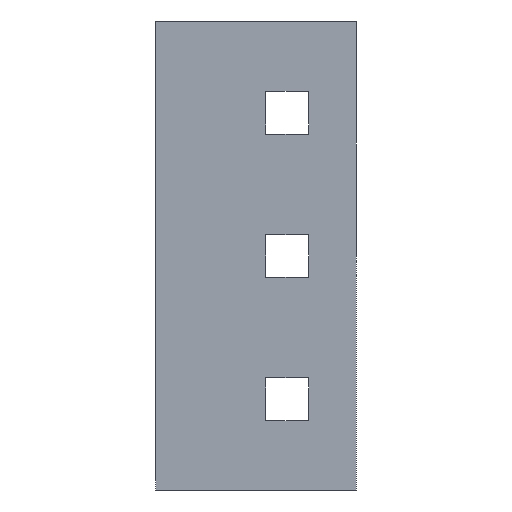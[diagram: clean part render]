
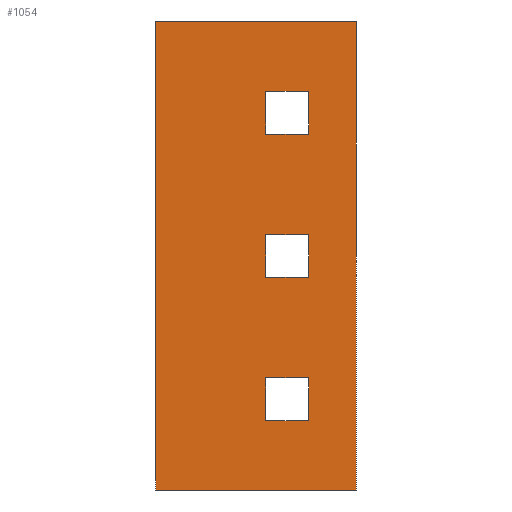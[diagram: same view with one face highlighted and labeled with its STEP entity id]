
A CAD part, left-side view. The second image highlights one B-rep face of the part: STEP entity #1054.
In plain terms, the highlighted planar face has unit normal (-1, 0, 0).
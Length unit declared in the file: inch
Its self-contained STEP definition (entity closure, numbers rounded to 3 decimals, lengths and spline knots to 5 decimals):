
#4 = EDGE_CURVE ( 'NONE', #303, #344, #1006, .T. ) ;
#11 = ORIENTED_EDGE ( 'NONE', *, *, #494, .T. ) ;
#15 = EDGE_CURVE ( 'NONE', #725, #298, #84, .T. ) ;
#23 = DIRECTION ( 'NONE',  ( 0., 0., -1. ) ) ;
#26 = LINE ( 'NONE', #773, #522 ) ;
#27 = CARTESIAN_POINT ( 'NONE',  ( -5.49213, 0., -1.92913 ) ) ;
#28 = EDGE_LOOP ( 'NONE', ( #120, #488, #492, #138 ) ) ;
#30 = VECTOR ( 'NONE', #197, 39.37008 ) ;
#31 = VERTEX_POINT ( 'NONE', #657 ) ;
#35 = EDGE_CURVE ( 'NONE', #298, #890, #195, .T. ) ;
#51 = VECTOR ( 'NONE', #992, 39.37008 ) ;
#52 = CARTESIAN_POINT ( 'NONE',  ( -5.49213, 0.74803, 1.35827 ) ) ;
#61 = CARTESIAN_POINT ( 'NONE',  ( -5.49213, 0., 13.07043 ) ) ;
#73 = EDGE_CURVE ( 'NONE', #890, #783, #1152, .T. ) ;
#74 = CARTESIAN_POINT ( 'NONE',  ( -5.49213, 1.65354, -1.92913 ) ) ;
#80 = FACE_BOUND ( 'NONE', #1043, .T. ) ;
#82 = CARTESIAN_POINT ( 'NONE',  ( -5.49213, 0.74803, -0.17717 ) ) ;
#84 = LINE ( 'NONE', #279, #461 ) ;
#91 = CARTESIAN_POINT ( 'NONE',  ( -5.49213, 0.3937, -1.00394 ) ) ;
#95 = ORIENTED_EDGE ( 'NONE', *, *, #15, .T. ) ;
#120 = ORIENTED_EDGE ( 'NONE', *, *, #207, .T. ) ;
#121 = DIRECTION ( 'NONE',  ( 0., 0., 1. ) ) ;
#124 = LINE ( 'NONE', #215, #1093 ) ;
#132 = CARTESIAN_POINT ( 'NONE',  ( -5.49213, 0.3937, -1.35827 ) ) ;
#138 = ORIENTED_EDGE ( 'NONE', *, *, #727, .T. ) ;
#144 = VECTOR ( 'NONE', #501, 39.37008 ) ;
#167 = CARTESIAN_POINT ( 'NONE',  ( -5.49213, 0.3937, 13.07043 ) ) ;
#176 = CARTESIAN_POINT ( 'NONE',  ( -5.49213, 0.3937, 13.07043 ) ) ;
#179 = DIRECTION ( 'NONE',  ( 0., 0., 1. ) ) ;
#184 = VECTOR ( 'NONE', #1053, 39.37008 ) ;
#195 = LINE ( 'NONE', #1018, #541 ) ;
#197 = DIRECTION ( 'NONE',  ( 0., 1., 0. ) ) ;
#204 = VECTOR ( 'NONE', #380, 39.37008 ) ;
#207 = EDGE_CURVE ( 'NONE', #478, #718, #26, .T. ) ;
#211 = CARTESIAN_POINT ( 'NONE',  ( -5.49213, 1.65354, 13.07043 ) ) ;
#214 = DIRECTION ( 'NONE',  ( 0., 0., 1. ) ) ;
#215 = CARTESIAN_POINT ( 'NONE',  ( -5.49213, 0., -0.17717 ) ) ;
#221 = VERTEX_POINT ( 'NONE', #499 ) ;
#238 = VERTEX_POINT ( 'NONE', #74 ) ;
#252 = CARTESIAN_POINT ( 'NONE',  ( -5.49213, 0.74803, -1.35827 ) ) ;
#254 = DIRECTION ( 'NONE',  ( 0., 0., 1. ) ) ;
#279 = CARTESIAN_POINT ( 'NONE',  ( -5.49213, 0., 1.00394 ) ) ;
#281 = CARTESIAN_POINT ( 'NONE',  ( -5.49213, 0., -1.35827 ) ) ;
#285 = CARTESIAN_POINT ( 'NONE',  ( -5.49213, 0., 0. ) ) ;
#292 = DIRECTION ( 'NONE',  ( 0., 1., 0. ) ) ;
#294 = DIRECTION ( 'NONE',  ( 0., 1., 0. ) ) ;
#298 = VERTEX_POINT ( 'NONE', #899 ) ;
#302 = LINE ( 'NONE', #27, #144 ) ;
#303 = VERTEX_POINT ( 'NONE', #1085 ) ;
#304 = VECTOR ( 'NONE', #179, 39.37008 ) ;
#305 = VECTOR ( 'NONE', #348, 39.37008 ) ;
#312 = VERTEX_POINT ( 'NONE', #252 ) ;
#313 = EDGE_CURVE ( 'NONE', #221, #344, #984, .T. ) ;
#343 = LINE ( 'NONE', #924, #305 ) ;
#344 = VERTEX_POINT ( 'NONE', #891 ) ;
#348 = DIRECTION ( 'NONE',  ( 0., -1., 0. ) ) ;
#354 = LINE ( 'NONE', #167, #51 ) ;
#361 = DIRECTION ( 'NONE',  ( -1., 0., 0. ) ) ;
#376 = VERTEX_POINT ( 'NONE', #758 ) ;
#380 = DIRECTION ( 'NONE',  ( 0., -1., 0. ) ) ;
#382 = VECTOR ( 'NONE', #557, 39.37008 ) ;
#387 = CARTESIAN_POINT ( 'NONE',  ( -5.49213, 0., -1.00394 ) ) ;
#396 = LINE ( 'NONE', #694, #963 ) ;
#397 = ORIENTED_EDGE ( 'NONE', *, *, #73, .T. ) ;
#408 = ORIENTED_EDGE ( 'NONE', *, *, #35, .T. ) ;
#434 = ORIENTED_EDGE ( 'NONE', *, *, #313, .F. ) ;
#461 = VECTOR ( 'NONE', #292, 39.37008 ) ;
#478 = VERTEX_POINT ( 'NONE', #82 ) ;
#488 = ORIENTED_EDGE ( 'NONE', *, *, #607, .T. ) ;
#489 = CARTESIAN_POINT ( 'NONE',  ( -5.49213, 0., 1.35827 ) ) ;
#492 = ORIENTED_EDGE ( 'NONE', *, *, #770, .T. ) ;
#494 = EDGE_CURVE ( 'NONE', #783, #725, #1009, .T. ) ;
#495 = LINE ( 'NONE', #281, #30 ) ;
#499 = CARTESIAN_POINT ( 'NONE',  ( -5.49213, 1.65354, 1.92913 ) ) ;
#501 = DIRECTION ( 'NONE',  ( 0., -1., 0. ) ) ;
#502 = ORIENTED_EDGE ( 'NONE', *, *, #4, .T. ) ;
#517 = EDGE_CURVE ( 'NONE', #312, #31, #396, .T. ) ;
#522 = VECTOR ( 'NONE', #214, 39.37008 ) ;
#541 = VECTOR ( 'NONE', #571, 39.37008 ) ;
#544 = FACE_BOUND ( 'NONE', #875, .T. ) ;
#557 = DIRECTION ( 'NONE',  ( 0., 0., -1. ) ) ;
#568 = EDGE_CURVE ( 'NONE', #1183, #958, #354, .T. ) ;
#571 = DIRECTION ( 'NONE',  ( 0., 0., 1. ) ) ;
#573 = DIRECTION ( 'NONE',  ( 0., 0., -1. ) ) ;
#574 = ORIENTED_EDGE ( 'NONE', *, *, #738, .T. ) ;
#594 = CARTESIAN_POINT ( 'NONE',  ( -5.49213, 0.3937, 1.00394 ) ) ;
#607 = EDGE_CURVE ( 'NONE', #718, #376, #343, .T. ) ;
#623 = EDGE_LOOP ( 'NONE', ( #639, #502, #434, #788 ) ) ;
#639 = ORIENTED_EDGE ( 'NONE', *, *, #812, .T. ) ;
#652 = FACE_BOUND ( 'NONE', #28, .T. ) ;
#657 = CARTESIAN_POINT ( 'NONE',  ( -5.49213, 0.74803, -1.00394 ) ) ;
#670 = LINE ( 'NONE', #853, #792 ) ;
#694 = CARTESIAN_POINT ( 'NONE',  ( -5.49213, 0.74803, 13.07043 ) ) ;
#718 = VERTEX_POINT ( 'NONE', #1032 ) ;
#725 = VERTEX_POINT ( 'NONE', #594 ) ;
#727 = EDGE_CURVE ( 'NONE', #795, #478, #124, .T. ) ;
#731 = ORIENTED_EDGE ( 'NONE', *, *, #1148, .T. ) ;
#738 = EDGE_CURVE ( 'NONE', #958, #312, #495, .T. ) ;
#743 = EDGE_CURVE ( 'NONE', #221, #238, #936, .T. ) ;
#758 = CARTESIAN_POINT ( 'NONE',  ( -5.49213, 0.3937, 0.17717 ) ) ;
#770 = EDGE_CURVE ( 'NONE', #376, #795, #670, .T. ) ;
#772 = ORIENTED_EDGE ( 'NONE', *, *, #568, .T. ) ;
#773 = CARTESIAN_POINT ( 'NONE',  ( -5.49213, 0.74803, 13.07043 ) ) ;
#783 = VERTEX_POINT ( 'NONE', #946 ) ;
#788 = ORIENTED_EDGE ( 'NONE', *, *, #743, .T. ) ;
#792 = VECTOR ( 'NONE', #23, 39.37008 ) ;
#795 = VERTEX_POINT ( 'NONE', #1126 ) ;
#796 = DIRECTION ( 'NONE',  ( 0., -1., 0. ) ) ;
#807 = FACE_OUTER_BOUND ( 'NONE', #623, .T. ) ;
#812 = EDGE_CURVE ( 'NONE', #238, #303, #302, .T. ) ;
#815 = PLANE ( 'NONE',  #980 ) ;
#818 = CARTESIAN_POINT ( 'NONE',  ( -5.49213, 0., 1.92913 ) ) ;
#848 = ORIENTED_EDGE ( 'NONE', *, *, #517, .T. ) ;
#852 = LINE ( 'NONE', #387, #204 ) ;
#853 = CARTESIAN_POINT ( 'NONE',  ( -5.49213, 0.3937, 13.07043 ) ) ;
#875 = EDGE_LOOP ( 'NONE', ( #848, #731, #772, #574 ) ) ;
#890 = VERTEX_POINT ( 'NONE', #52 ) ;
#891 = CARTESIAN_POINT ( 'NONE',  ( -5.49213, 0., 1.92913 ) ) ;
#899 = CARTESIAN_POINT ( 'NONE',  ( -5.49213, 0.74803, 1.00394 ) ) ;
#924 = CARTESIAN_POINT ( 'NONE',  ( -5.49213, 0., 0.17717 ) ) ;
#936 = LINE ( 'NONE', #211, #1188 ) ;
#946 = CARTESIAN_POINT ( 'NONE',  ( -5.49213, 0.3937, 1.35827 ) ) ;
#958 = VERTEX_POINT ( 'NONE', #132 ) ;
#963 = VECTOR ( 'NONE', #121, 39.37008 ) ;
#980 = AXIS2_PLACEMENT_3D ( 'NONE', #61, #361, #254 ) ;
#984 = LINE ( 'NONE', #818, #1114 ) ;
#992 = DIRECTION ( 'NONE',  ( 0., 0., -1. ) ) ;
#1006 = LINE ( 'NONE', #285, #304 ) ;
#1009 = LINE ( 'NONE', #176, #382 ) ;
#1018 = CARTESIAN_POINT ( 'NONE',  ( -5.49213, 0.74803, 13.07043 ) ) ;
#1032 = CARTESIAN_POINT ( 'NONE',  ( -5.49213, 0.74803, 0.17717 ) ) ;
#1043 = EDGE_LOOP ( 'NONE', ( #408, #397, #11, #95 ) ) ;
#1053 = DIRECTION ( 'NONE',  ( 0., -1., 0. ) ) ;
#1054 = ADVANCED_FACE ( 'NONE', ( #652, #80, #544, #807 ), #815, .T. ) ;
#1085 = CARTESIAN_POINT ( 'NONE',  ( -5.49213, 0., -1.92913 ) ) ;
#1093 = VECTOR ( 'NONE', #294, 39.37008 ) ;
#1114 = VECTOR ( 'NONE', #796, 39.37008 ) ;
#1126 = CARTESIAN_POINT ( 'NONE',  ( -5.49213, 0.3937, -0.17717 ) ) ;
#1148 = EDGE_CURVE ( 'NONE', #31, #1183, #852, .T. ) ;
#1152 = LINE ( 'NONE', #489, #184 ) ;
#1183 = VERTEX_POINT ( 'NONE', #91 ) ;
#1188 = VECTOR ( 'NONE', #573, 39.37008 ) ;
